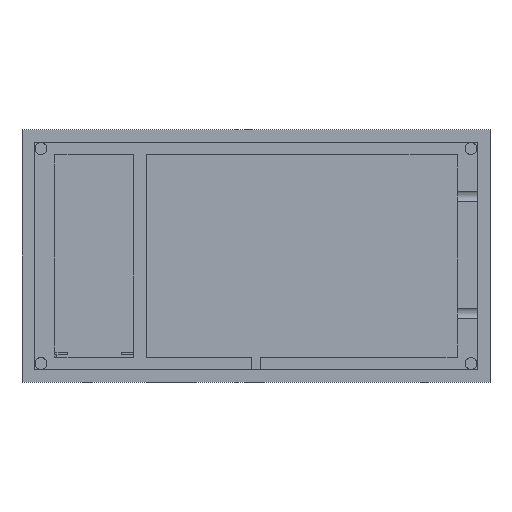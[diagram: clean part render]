
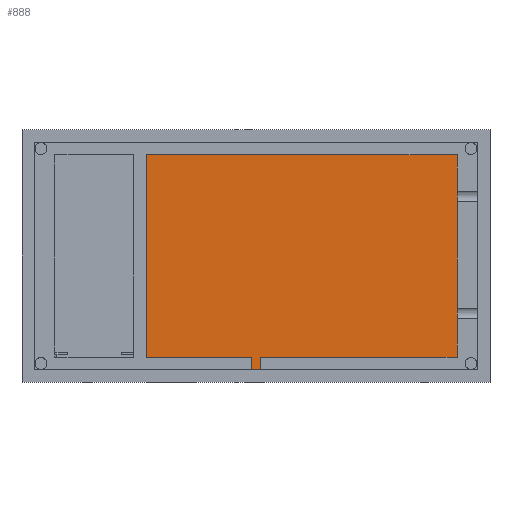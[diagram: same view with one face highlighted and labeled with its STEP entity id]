
A CAD part, front view. The second image highlights one B-rep face of the part: STEP entity #888.
In plain terms, the highlighted free-form (B-spline) face has degree [1, 1] with [3, 2] control points.
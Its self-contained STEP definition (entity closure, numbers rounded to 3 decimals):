
#660=CARTESIAN_POINT('',(48.335,-182.801,475.05));
#661=VERTEX_POINT('',#660);
#669=CARTESIAN_POINT('',(48.335,-182.801,560.05));
#670=VERTEX_POINT('',#669);
#671=CARTESIAN_POINT('',(48.335,-182.801,560.05));
#672=DIRECTION('',(0.,-0.,-1.));
#673=VECTOR('',#672,85.);
#674=LINE('',#671,#673);
#675=EDGE_CURVE('',#670,#661,#674,.T.);
#742=CARTESIAN_POINT('',(171.235,-182.801,475.05));
#743=VERTEX_POINT('',#742);
#750=CARTESIAN_POINT('',(170.747,-182.801,475.05));
#751=VERTEX_POINT('',#750);
#752=CARTESIAN_POINT('',(170.747,-182.801,475.05));
#753=DIRECTION('',(1.,-0.,-0.));
#754=VECTOR('',#753,0.488);
#755=LINE('',#752,#754);
#756=EDGE_CURVE('',#751,#743,#755,.T.);
#758=CARTESIAN_POINT('',(91.705,-182.801,475.05));
#759=VERTEX_POINT('',#758);
#760=CARTESIAN_POINT('',(170.747,-182.801,475.05));
#761=CARTESIAN_POINT('',(144.4,-182.801,475.05));
#762=CARTESIAN_POINT('',(118.053,-182.801,475.05));
#763=CARTESIAN_POINT('',(91.705,-182.801,475.05));
#764=B_SPLINE_CURVE_WITH_KNOTS('',3,(#760,#761,#762,#763),.UNSPECIFIED.,.F.,.F.,(4,4),(0.,0.079),.UNSPECIFIED.);
#765=EDGE_CURVE('',#751,#759,#764,.T.);
#767=CARTESIAN_POINT('',(63.335,-182.801,475.05));
#768=VERTEX_POINT('',#767);
#769=CARTESIAN_POINT('',(63.335,-182.801,475.05));
#770=CARTESIAN_POINT('',(72.792,-182.801,475.05));
#771=CARTESIAN_POINT('',(82.249,-182.801,475.05));
#772=CARTESIAN_POINT('',(91.705,-182.801,475.05));
#773=B_SPLINE_CURVE_WITH_KNOTS('',3,(#769,#770,#771,#772),.UNSPECIFIED.,.F.,.F.,(4,4),(0.051,0.079),.UNSPECIFIED.);
#774=EDGE_CURVE('',#768,#759,#773,.T.);
#832=CARTESIAN_POINT('',(53.335,-182.801,475.05));
#833=VERTEX_POINT('',#832);
#841=CARTESIAN_POINT('',(48.335,-182.801,475.05));
#842=CARTESIAN_POINT('',(50.001,-182.801,475.05));
#843=CARTESIAN_POINT('',(51.668,-182.801,475.05));
#844=CARTESIAN_POINT('',(53.335,-182.801,475.05));
#845=B_SPLINE_CURVE_WITH_KNOTS('',3,(#841,#842,#843,#844),.UNSPECIFIED.,.F.,.F.,(4,4),(0.036,0.041),.UNSPECIFIED.);
#846=EDGE_CURVE('',#661,#833,#845,.T.);
#851=CARTESIAN_POINT('',(9.176,-182.801,560.05));
#852=CARTESIAN_POINT('',(174.235,-182.801,560.05));
#853=CARTESIAN_POINT('',(9.176,-182.801,475.05));
#854=CARTESIAN_POINT('',(174.235,-182.801,475.05));
#855=CARTESIAN_POINT('',(9.176,-182.801,470.906));
#856=CARTESIAN_POINT('',(174.235,-182.801,470.906));
#857=B_SPLINE_SURFACE_WITH_KNOTS('',1,1,((#851,#852),(#853,#854),(#855,#856)),.UNSPECIFIED.,.F.,.F.,.U.,(2,1,2),(2,2),(0.,1.,1.049),(0.,1.),.UNSPECIFIED.);
#858=ORIENTED_EDGE('',*,*,#675,.T.);
#859=ORIENTED_EDGE('',*,*,#846,.T.);
#860=CARTESIAN_POINT('',(53.335,-182.801,475.05));
#861=CARTESIAN_POINT('',(56.668,-182.801,475.05));
#862=CARTESIAN_POINT('',(60.001,-182.801,475.05));
#863=CARTESIAN_POINT('',(63.335,-182.801,475.05));
#864=B_SPLINE_CURVE_WITH_KNOTS('',3,(#860,#861,#862,#863),.UNSPECIFIED.,.F.,.F.,(4,4),(0.041,0.051),.UNSPECIFIED.);
#865=EDGE_CURVE('',#833,#768,#864,.T.);
#866=ORIENTED_EDGE('',*,*,#865,.T.);
#867=ORIENTED_EDGE('',*,*,#774,.T.);
#868=ORIENTED_EDGE('',*,*,#765,.F.);
#869=ORIENTED_EDGE('',*,*,#756,.T.);
#870=CARTESIAN_POINT('',(171.235,-182.801,560.05));
#871=VERTEX_POINT('',#870);
#872=CARTESIAN_POINT('',(171.235,-182.801,560.05));
#873=CARTESIAN_POINT('',(171.235,-182.801,531.716));
#874=CARTESIAN_POINT('',(171.235,-182.801,503.383));
#875=CARTESIAN_POINT('',(171.235,-182.801,475.05));
#876=B_SPLINE_CURVE_WITH_KNOTS('',3,(#872,#873,#874,#875),.UNSPECIFIED.,.F.,.F.,(4,4),(-0.08,0.005),.UNSPECIFIED.);
#877=EDGE_CURVE('',#871,#743,#876,.T.);
#878=ORIENTED_EDGE('',*,*,#877,.F.);
#879=CARTESIAN_POINT('',(171.235,-182.801,560.05));
#880=CARTESIAN_POINT('',(130.268,-182.801,560.05));
#881=CARTESIAN_POINT('',(89.301,-182.801,560.05));
#882=CARTESIAN_POINT('',(48.335,-182.801,560.05));
#883=B_SPLINE_CURVE_WITH_KNOTS('',3,(#879,#880,#881,#882),.UNSPECIFIED.,.F.,.F.,(4,4),(0.,0.123),.UNSPECIFIED.);
#884=EDGE_CURVE('',#871,#670,#883,.T.);
#885=ORIENTED_EDGE('',*,*,#884,.T.);
#886=EDGE_LOOP('',(#858,#859,#866,#867,#868,#869,#878,#885));
#887=FACE_BOUND('',#886,.T.);
#888=ADVANCED_FACE('',(#887),#857,.T.);
